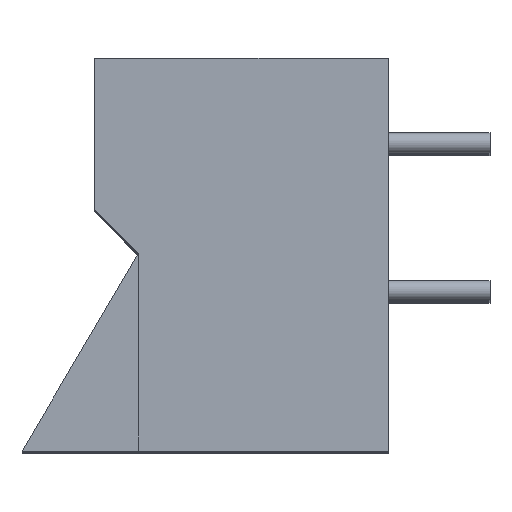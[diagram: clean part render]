
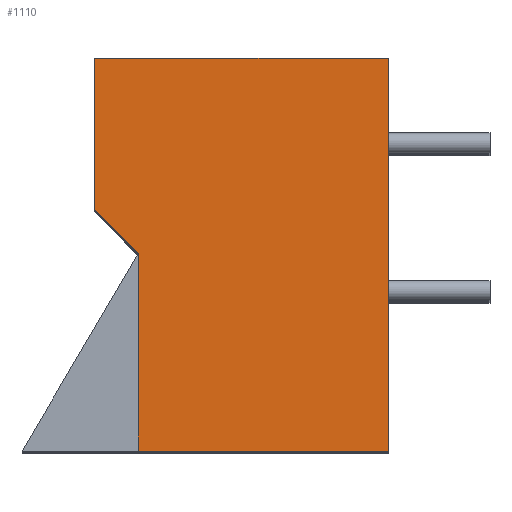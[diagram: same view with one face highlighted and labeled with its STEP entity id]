
A CAD part, top view. The second image highlights one B-rep face of the part: STEP entity #1110.
In plain terms, the highlighted planar face has unit normal (0, 0, 1).
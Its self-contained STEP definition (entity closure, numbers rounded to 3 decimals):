
#1110=ADVANCED_FACE('',(#1769),#1771,.T.);
#1769=FACE_BOUND('',#1770,.T.);
#1770=EDGE_LOOP('',(#2243,#2244,#2245,#2246,#2247,#2248));
#1771=PLANE('',#1772);
#1772=AXIS2_PLACEMENT_3D('',#1773,#1774,#1775);
#1773=CARTESIAN_POINT('',(0.,0.,0.));
#1774=DIRECTION('',(0.,0.,1.));
#1775=DIRECTION('',(1.,0.,0.));
#2243=ORIENTED_EDGE('',*,*,#2492,.T.);
#2244=ORIENTED_EDGE('',*,*,#2496,.T.);
#2245=ORIENTED_EDGE('',*,*,#2499,.T.);
#2246=ORIENTED_EDGE('',*,*,#2502,.T.);
#2247=ORIENTED_EDGE('',*,*,#2505,.T.);
#2248=ORIENTED_EDGE('',*,*,#2507,.T.);
#2492=EDGE_CURVE('',#2734,#2732,#2735,.T.);
#2496=EDGE_CURVE('',#2732,#2739,#2741,.T.);
#2499=EDGE_CURVE('',#2739,#2744,#2746,.T.);
#2502=EDGE_CURVE('',#2744,#2749,#2751,.T.);
#2505=EDGE_CURVE('',#2749,#2754,#2756,.T.);
#2507=EDGE_CURVE('',#2754,#2734,#2758,.T.);
#2732=VERTEX_POINT('',#3225);
#2734=VERTEX_POINT('',#3229);
#2735=LINE('',#3230,#3231);
#2739=VERTEX_POINT('',#3240);
#2741=LINE('',#3244,#3245);
#2744=VERTEX_POINT('',#3251);
#2746=LINE('',#3255,#3256);
#2749=VERTEX_POINT('',#3262);
#2751=LINE('',#3266,#3267);
#2754=VERTEX_POINT('',#3273);
#2756=LINE('',#3277,#3278);
#2758=LINE('',#3283,#3284);
#3225=CARTESIAN_POINT('',(10.1,0.,0.));
#3229=CARTESIAN_POINT('',(10.1,-13.513,0.));
#3230=CARTESIAN_POINT('',(10.1,-13.513,0.));
#3231=VECTOR('',#3232,1.);
#3232=DIRECTION('',(0.,1.,0.));
#3240=CARTESIAN_POINT('',(0.,0.,0.));
#3244=CARTESIAN_POINT('',(10.1,0.,0.));
#3245=VECTOR('',#3246,1.);
#3246=DIRECTION('',(-1.,0.,0.));
#3251=CARTESIAN_POINT('',(0.,-5.19,0.));
#3255=CARTESIAN_POINT('',(0.,0.,0.));
#3256=VECTOR('',#3257,1.);
#3257=DIRECTION('',(0.,-1.,0.));
#3262=CARTESIAN_POINT('',(1.5,-6.713,0.));
#3266=CARTESIAN_POINT('',(0.,-5.19,0.));
#3267=VECTOR('',#3268,1.);
#3268=DIRECTION('',(0.702,-0.712,0.));
#3273=CARTESIAN_POINT('',(1.5,-13.513,0.));
#3277=CARTESIAN_POINT('',(1.5,-6.713,0.));
#3278=VECTOR('',#3279,1.);
#3279=DIRECTION('',(0.,-1.,0.));
#3283=CARTESIAN_POINT('',(1.5,-13.513,0.));
#3284=VECTOR('',#3285,1.);
#3285=DIRECTION('',(1.,0.,0.));
